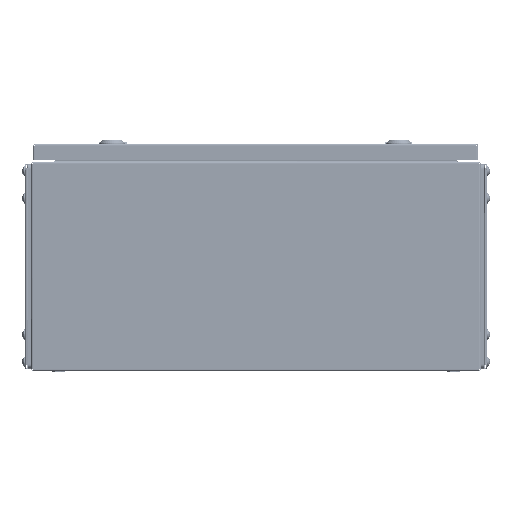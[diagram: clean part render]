
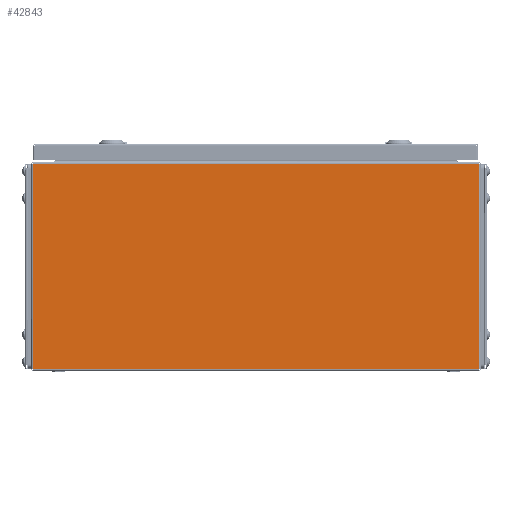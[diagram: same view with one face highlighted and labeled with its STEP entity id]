
A CAD part, left-side view. The second image highlights one B-rep face of the part: STEP entity #42843.
In plain terms, the highlighted planar face has unit normal (-1, 0, 0).
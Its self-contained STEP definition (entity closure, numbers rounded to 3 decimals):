
#3474 = DIRECTION ( 'NONE',  ( 0., 0., 1. ) ) ;
#4993 = CARTESIAN_POINT ( 'NONE',  ( -300., 245.5, 227.5 ) ) ;
#5065 = CARTESIAN_POINT ( 'NONE',  ( -300., -245.5, 227.5 ) ) ;
#6250 = EDGE_CURVE ( 'NONE', #24767, #74526, #61808, .T. ) ;
#7908 = FACE_OUTER_BOUND ( 'NONE', #72327, .T. ) ;
#13474 = LINE ( 'NONE', #80329, #34027 ) ;
#16471 = CARTESIAN_POINT ( 'NONE',  ( -300., 245.5, 1. ) ) ;
#21596 = DIRECTION ( 'NONE',  ( 0., 0., -1. ) ) ;
#22908 = DIRECTION ( 'NONE',  ( 0., 0., -1. ) ) ;
#24767 = VERTEX_POINT ( 'NONE', #38496 ) ;
#28061 = PLANE ( 'NONE',  #68080 ) ;
#28877 = LINE ( 'NONE', #16471, #31998 ) ;
#31998 = VECTOR ( 'NONE', #48624, 1000. ) ;
#34027 = VECTOR ( 'NONE', #21596, 1000. ) ;
#38496 = CARTESIAN_POINT ( 'NONE',  ( -300., -245.5, 1. ) ) ;
#38542 = DIRECTION ( 'NONE',  ( 0., 1., 0. ) ) ;
#42843 = ADVANCED_FACE ( 'NONE', ( #7908 ), #28061, .F. ) ;
#45373 = LINE ( 'NONE', #77989, #49463 ) ;
#47457 = ORIENTED_EDGE ( 'NONE', *, *, #78427, .F. ) ;
#47807 = DIRECTION ( 'NONE',  ( 1., 0., 0. ) ) ;
#48624 = DIRECTION ( 'NONE',  ( 0., 1., 0. ) ) ;
#49463 = VECTOR ( 'NONE', #38542, 1000. ) ;
#49818 = VERTEX_POINT ( 'NONE', #58554 ) ;
#55733 = EDGE_CURVE ( 'NONE', #58190, #49818, #13474, .T. ) ;
#58190 = VERTEX_POINT ( 'NONE', #4993 ) ;
#58554 = CARTESIAN_POINT ( 'NONE',  ( -300., 245.5, 1. ) ) ;
#59457 = VECTOR ( 'NONE', #3474, 1000. ) ;
#61808 = LINE ( 'NONE', #74682, #59457 ) ;
#61942 = CARTESIAN_POINT ( 'NONE',  ( -300., 0., 0. ) ) ;
#63257 = EDGE_CURVE ( 'NONE', #74526, #58190, #45373, .T. ) ;
#68080 = AXIS2_PLACEMENT_3D ( 'NONE', #61942, #47807, #22908 ) ;
#68226 = ORIENTED_EDGE ( 'NONE', *, *, #6250, .T. ) ;
#72327 = EDGE_LOOP ( 'NONE', ( #77836, #84799, #47457, #68226 ) ) ;
#74526 = VERTEX_POINT ( 'NONE', #5065 ) ;
#74682 = CARTESIAN_POINT ( 'NONE',  ( -300., -245.5, 0. ) ) ;
#77836 = ORIENTED_EDGE ( 'NONE', *, *, #63257, .T. ) ;
#77989 = CARTESIAN_POINT ( 'NONE',  ( -300., -245.5, 227.5 ) ) ;
#78427 = EDGE_CURVE ( 'NONE', #24767, #49818, #28877, .T. ) ;
#80329 = CARTESIAN_POINT ( 'NONE',  ( -300., 245.5, 0. ) ) ;
#84799 = ORIENTED_EDGE ( 'NONE', *, *, #55733, .T. ) ;
